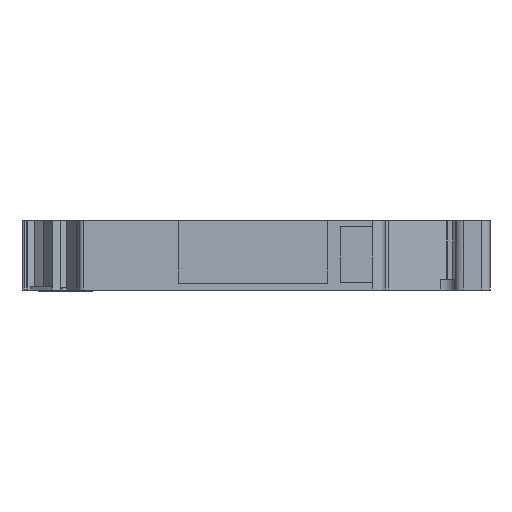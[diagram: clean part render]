
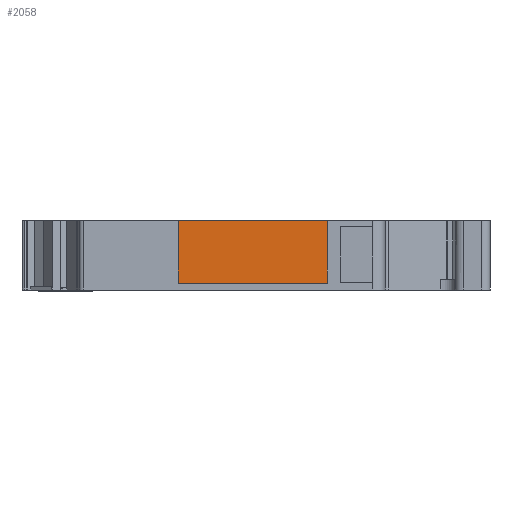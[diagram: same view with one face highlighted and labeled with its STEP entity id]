
A CAD part, left-side view. The second image highlights one B-rep face of the part: STEP entity #2058.
In plain terms, the highlighted planar face has unit normal (-1, 0, 0).
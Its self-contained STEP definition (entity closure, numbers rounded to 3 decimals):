
#326 = AXIS2_PLACEMENT_3D ( 'NONE', #5307, #5295, #5290 ) ;
#722 = DIRECTION ( 'NONE',  ( 0., 0., -1. ) ) ;
#730 = CARTESIAN_POINT ( 'NONE',  ( -40.1, -6.5, 0.8 ) ) ;
#1451 = VECTOR ( 'NONE', #7012, 1000. ) ;
#1820 = EDGE_CURVE ( 'NONE', #7477, #4343, #7656, .T. ) ;
#2058 = ADVANCED_FACE ( 'NONE', ( #5112 ), #2340, .T. ) ;
#2135 = LINE ( 'NONE', #2258, #4301 ) ;
#2216 = VECTOR ( 'NONE', #722, 1000. ) ;
#2258 = CARTESIAN_POINT ( 'NONE',  ( -40.1, -11.704, 8. ) ) ;
#2340 = PLANE ( 'NONE',  #326 ) ;
#2861 = DIRECTION ( 'NONE',  ( 0., 1., 0. ) ) ;
#2866 = EDGE_CURVE ( 'NONE', #5965, #3169, #4316, .T. ) ;
#3169 = VERTEX_POINT ( 'NONE', #7344 ) ;
#3523 = DIRECTION ( 'NONE',  ( 0., 0., 1. ) ) ;
#3550 = EDGE_CURVE ( 'NONE', #5965, #4343, #2135, .T. ) ;
#3705 = ORIENTED_EDGE ( 'NONE', *, *, #1820, .F. ) ;
#3776 = ORIENTED_EDGE ( 'NONE', *, *, #3550, .T. ) ;
#4140 = CARTESIAN_POINT ( 'NONE',  ( -40.1, 10.7, 8. ) ) ;
#4184 = VECTOR ( 'NONE', #3523, 1000. ) ;
#4301 = VECTOR ( 'NONE', #2861, 1000. ) ;
#4316 = LINE ( 'NONE', #730, #2216 ) ;
#4343 = VERTEX_POINT ( 'NONE', #4140 ) ;
#5024 = CARTESIAN_POINT ( 'NONE',  ( -40.1, -6.5, 8. ) ) ;
#5112 = FACE_OUTER_BOUND ( 'NONE', #5238, .T. ) ;
#5238 = EDGE_LOOP ( 'NONE', ( #5541, #3776, #3705, #6134 ) ) ;
#5248 = CARTESIAN_POINT ( 'NONE',  ( -40.1, 9.7, 0.8 ) ) ;
#5276 = CARTESIAN_POINT ( 'NONE',  ( -40.1, 10.7, 0.8 ) ) ;
#5290 = DIRECTION ( 'NONE',  ( 0., -1., 0. ) ) ;
#5295 = DIRECTION ( 'NONE',  ( -1., 0., 0. ) ) ;
#5307 = CARTESIAN_POINT ( 'NONE',  ( -40.1, -11.704, 104.14 ) ) ;
#5475 = LINE ( 'NONE', #5248, #1451 ) ;
#5541 = ORIENTED_EDGE ( 'NONE', *, *, #2866, .F. ) ;
#5965 = VERTEX_POINT ( 'NONE', #5024 ) ;
#6134 = ORIENTED_EDGE ( 'NONE', *, *, #6963, .T. ) ;
#6820 = CARTESIAN_POINT ( 'NONE',  ( -40.1, 10.7, 0.8 ) ) ;
#6963 = EDGE_CURVE ( 'NONE', #7477, #3169, #5475, .T. ) ;
#7012 = DIRECTION ( 'NONE',  ( 0., -1., 0. ) ) ;
#7344 = CARTESIAN_POINT ( 'NONE',  ( -40.1, -6.5, 0.8 ) ) ;
#7477 = VERTEX_POINT ( 'NONE', #5276 ) ;
#7656 = LINE ( 'NONE', #6820, #4184 ) ;
